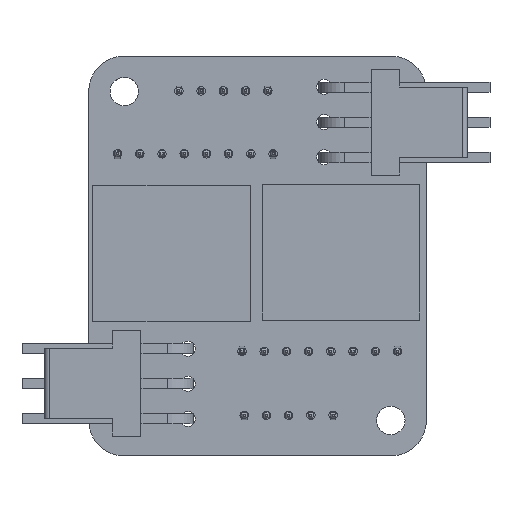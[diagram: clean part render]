
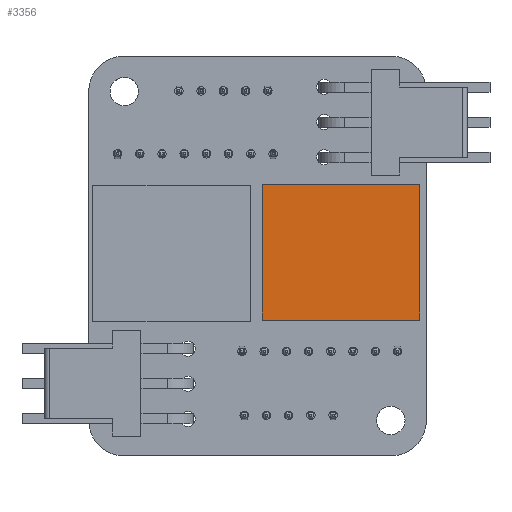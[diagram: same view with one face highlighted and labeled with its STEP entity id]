
A CAD part, top view. The second image highlights one B-rep face of the part: STEP entity #3356.
In plain terms, the highlighted face is planar.
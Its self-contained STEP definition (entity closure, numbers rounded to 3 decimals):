
#3330 = VERTEX_POINT('',#3331);
#3331 = CARTESIAN_POINT('',(-7.65,6.35,0.));
#3337 = EDGE_CURVE('',#3338,#3330,#3340,.T.);
#3338 = VERTEX_POINT('',#3339);
#3339 = CARTESIAN_POINT('',(-7.65,6.35,-17.74));
#3340 = LINE('',#3341,#3342);
#3341 = CARTESIAN_POINT('',(-7.65,6.35,-17.74));
#3342 = VECTOR('',#3343,1.);
#3343 = DIRECTION('',(0.,0.,1.));
#3356 = ADVANCED_FACE('',(#3357),#3382,.T.);
#3357 = FACE_BOUND('',#3358,.T.);
#3358 = EDGE_LOOP('',(#3359,#3367,#3375,#3381));
#3359 = ORIENTED_EDGE('',*,*,#3360,.F.);
#3360 = EDGE_CURVE('',#3361,#3330,#3363,.T.);
#3361 = VERTEX_POINT('',#3362);
#3362 = CARTESIAN_POINT('',(7.65,6.35,0.));
#3363 = LINE('',#3364,#3365);
#3364 = CARTESIAN_POINT('',(7.65,6.35,0.));
#3365 = VECTOR('',#3366,1.);
#3366 = DIRECTION('',(-1.,0.,0.));
#3367 = ORIENTED_EDGE('',*,*,#3368,.F.);
#3368 = EDGE_CURVE('',#3369,#3361,#3371,.T.);
#3369 = VERTEX_POINT('',#3370);
#3370 = CARTESIAN_POINT('',(7.65,6.35,-17.74));
#3371 = LINE('',#3372,#3373);
#3372 = CARTESIAN_POINT('',(7.65,6.35,-17.74));
#3373 = VECTOR('',#3374,1.);
#3374 = DIRECTION('',(0.,0.,1.));
#3375 = ORIENTED_EDGE('',*,*,#3376,.T.);
#3376 = EDGE_CURVE('',#3369,#3338,#3377,.T.);
#3377 = LINE('',#3378,#3379);
#3378 = CARTESIAN_POINT('',(7.65,6.35,-17.74));
#3379 = VECTOR('',#3380,1.);
#3380 = DIRECTION('',(-1.,0.,0.));
#3381 = ORIENTED_EDGE('',*,*,#3337,.T.);
#3382 = PLANE('',#3383);
#3383 = AXIS2_PLACEMENT_3D('',#3384,#3385,#3386);
#3384 = CARTESIAN_POINT('',(7.65,6.35,-17.74));
#3385 = DIRECTION('',(0.,1.,0.));
#3386 = DIRECTION('',(-1.,0.,0.));
